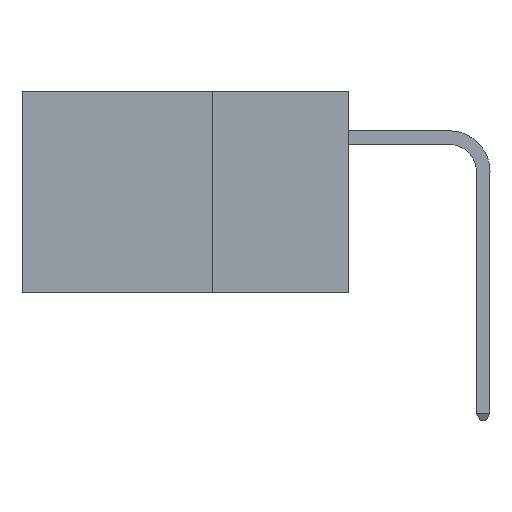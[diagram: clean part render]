
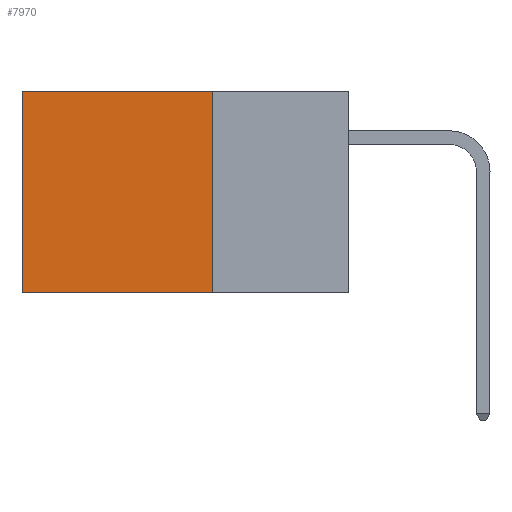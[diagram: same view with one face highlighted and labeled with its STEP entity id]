
A CAD part, left-side view. The second image highlights one B-rep face of the part: STEP entity #7970.
In plain terms, the highlighted planar face has unit normal (-1, 0, 0).
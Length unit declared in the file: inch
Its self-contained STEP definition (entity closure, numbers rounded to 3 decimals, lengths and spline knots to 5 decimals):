
#40 = ORIENTED_EDGE ( 'NONE', *, *, #4482, .F. ) ;
#269 = EDGE_LOOP ( 'NONE', ( #2178, #5522, #40, #6529 ) ) ;
#328 = LINE ( 'NONE', #5325, #7473 ) ;
#658 = LINE ( 'NONE', #9434, #7861 ) ;
#910 = DIRECTION ( 'NONE',  ( 0., 0., -1. ) ) ;
#1016 = EDGE_CURVE ( 'NONE', #7520, #6478, #328, .T. ) ;
#1802 = CARTESIAN_POINT ( 'NONE',  ( 0.2875, 0.6, -0.37 ) ) ;
#1983 = DIRECTION ( 'NONE',  ( 0., 0., -1. ) ) ;
#2178 = ORIENTED_EDGE ( 'NONE', *, *, #6508, .T. ) ;
#2243 = VECTOR ( 'NONE', #2337, 39.37008 ) ;
#2337 = DIRECTION ( 'NONE',  ( 0., 0., -1. ) ) ;
#2483 = AXIS2_PLACEMENT_3D ( 'NONE', #7613, #5055, #1983 ) ;
#3145 = CARTESIAN_POINT ( 'NONE',  ( 0.2875, 0.6, 0. ) ) ;
#3233 = CARTESIAN_POINT ( 'NONE',  ( 0.2875, 0.25, 0. ) ) ;
#3946 = LINE ( 'NONE', #3145, #9933 ) ;
#4313 = DIRECTION ( 'NONE',  ( 0., 1., 0. ) ) ;
#4436 = FACE_OUTER_BOUND ( 'NONE', #269, .T. ) ;
#4482 = EDGE_CURVE ( 'NONE', #7520, #4697, #6384, .T. ) ;
#4631 = VERTEX_POINT ( 'NONE', #1802 ) ;
#4697 = VERTEX_POINT ( 'NONE', #6917 ) ;
#5055 = DIRECTION ( 'NONE',  ( 1., 0., 0. ) ) ;
#5204 = EDGE_CURVE ( 'NONE', #4697, #4631, #658, .T. ) ;
#5325 = CARTESIAN_POINT ( 'NONE',  ( 0.2875, 0.25, 0. ) ) ;
#5522 = ORIENTED_EDGE ( 'NONE', *, *, #5204, .F. ) ;
#5598 = DIRECTION ( 'NONE',  ( 0., 1., 0. ) ) ;
#6191 = CARTESIAN_POINT ( 'NONE',  ( 0.2875, 0.6, 0. ) ) ;
#6384 = LINE ( 'NONE', #3233, #2243 ) ;
#6478 = VERTEX_POINT ( 'NONE', #6191 ) ;
#6508 = EDGE_CURVE ( 'NONE', #6478, #4631, #3946, .T. ) ;
#6529 = ORIENTED_EDGE ( 'NONE', *, *, #1016, .T. ) ;
#6649 = PLANE ( 'NONE',  #2483 ) ;
#6917 = CARTESIAN_POINT ( 'NONE',  ( 0.2875, 0.25, -0.37 ) ) ;
#7473 = VECTOR ( 'NONE', #4313, 39.37008 ) ;
#7512 = CARTESIAN_POINT ( 'NONE',  ( 0.2875, 0.25, 0. ) ) ;
#7520 = VERTEX_POINT ( 'NONE', #7512 ) ;
#7613 = CARTESIAN_POINT ( 'NONE',  ( 0.2875, 0.25, 0. ) ) ;
#7861 = VECTOR ( 'NONE', #5598, 39.37008 ) ;
#7970 = ADVANCED_FACE ( 'NONE', ( #4436 ), #6649, .F. ) ;
#9434 = CARTESIAN_POINT ( 'NONE',  ( 0.2875, 0.25, -0.37 ) ) ;
#9933 = VECTOR ( 'NONE', #910, 39.37008 ) ;
